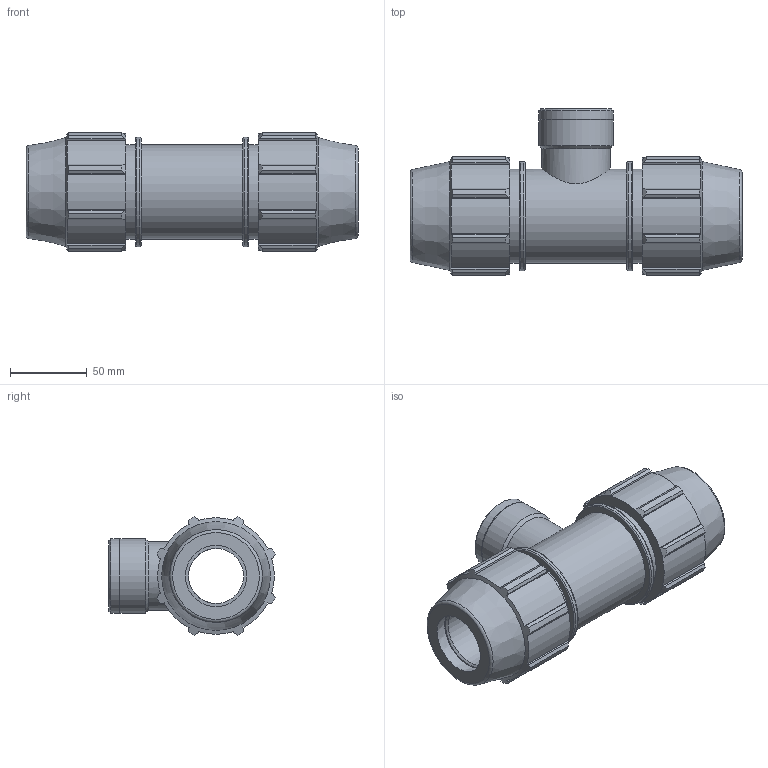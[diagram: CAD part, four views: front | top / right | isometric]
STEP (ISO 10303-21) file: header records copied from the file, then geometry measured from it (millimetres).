
FILE_DESCRIPTION(/* description */ ('PLASSON TEE WITH THREADED FEMALE OFFTAKE 40-1.1/4"-40'),/* implementation_level */ '2;1');
FILE_NAME(/* name */ '071400040013_181400040013_0714060400130A.ipt.stp',/* time_stamp */ '2017-06-06T17:15:39+03:00',/* author */ ('KIM'),/* organization */ (''),/* preprocessor_version */ 'ST-DEVELOPER v15.6',/* originating_system */ 'Autodesk Inventor 2015',/* authorisation */ '');
FILE_SCHEMA (('CONFIG_CONTROL_DESIGN','AUTOMOTIVE_DESIGN { 1 0 10303 214 3 1 1 }'));
Length unit declared in the file: millimetre
Products named in the file (1): 071400040013_181400040013_0714060400130A
Bounding box: 217 x 108.58 x 77.16 mm (x, y, z)
Volume: 556501.3 mm3; surface area: 99200.8 mm2
Topology: 1 solids, 1 shells, 157 faces, 419 edges, 275 vertices
Faces by surface type: plane 79, cylinder 45, cone 27, torus 6
Full cylindrical faces by diameter (mm): 36 x2, 38.952 x1, 40 x2, 44.795 x1, 48.69 x2, 61.5 x3, 71.34 x2
Entity records: 4867 total; most frequent: CARTESIAN_POINT 1001, ORIENTED_EDGE 762, DIRECTION 756, EDGE_CURVE 381, AXIS2_PLACEMENT_3D 282, VERTEX_POINT 269, EDGE_LOOP 204, LINE 192
